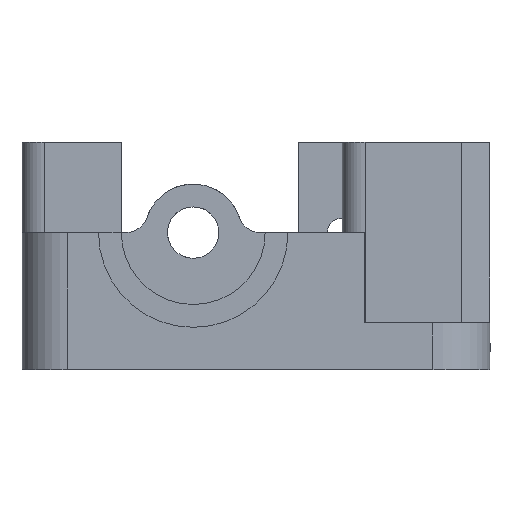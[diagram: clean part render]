
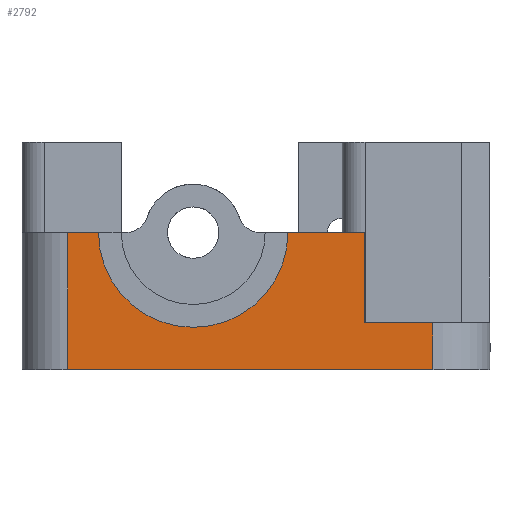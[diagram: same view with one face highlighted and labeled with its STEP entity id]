
A CAD part, left-side view. The second image highlights one B-rep face of the part: STEP entity #2792.
In plain terms, the highlighted planar face has unit normal (-1, 0, 0).
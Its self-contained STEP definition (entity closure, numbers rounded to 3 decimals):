
#39 = DIRECTION ( 'NONE',  ( 0., -1., 0. ) ) ;
#176 = VERTEX_POINT ( 'NONE', #2600 ) ;
#198 = VERTEX_POINT ( 'NONE', #418 ) ;
#214 = VECTOR ( 'NONE', #2631, 1000. ) ;
#223 = AXIS2_PLACEMENT_3D ( 'NONE', #1639, #3169, #1906 ) ;
#225 = CARTESIAN_POINT ( 'NONE',  ( -79.69, -42., 24. ) ) ;
#244 = VERTEX_POINT ( 'NONE', #2121 ) ;
#287 = CARTESIAN_POINT ( 'NONE',  ( -79.69, -42., 4.1 ) ) ;
#418 = CARTESIAN_POINT ( 'NONE',  ( -79.69, -12.7, 12. ) ) ;
#476 = VERTEX_POINT ( 'NONE', #2710 ) ;
#661 = PLANE ( 'NONE',  #223 ) ;
#726 = CARTESIAN_POINT ( 'NONE',  ( -79.69, -42., 0. ) ) ;
#865 = DIRECTION ( 'NONE',  ( 0., 0., -1. ) ) ;
#886 = VECTOR ( 'NONE', #2548, 1000. ) ;
#915 = CARTESIAN_POINT ( 'NONE',  ( -79.69, -36., 12. ) ) ;
#1156 = EDGE_CURVE ( 'NONE', #198, #176, #2694, .T. ) ;
#1163 = EDGE_CURVE ( 'NONE', #1997, #198, #2086, .T. ) ;
#1185 = AXIS2_PLACEMENT_3D ( 'NONE', #2078, #2783, #2770 ) ;
#1205 = CARTESIAN_POINT ( 'NONE',  ( -79.69, -42., 4.1 ) ) ;
#1242 = CARTESIAN_POINT ( 'NONE',  ( -79.69, -42., 0. ) ) ;
#1308 = LINE ( 'NONE', #3004, #2463 ) ;
#1373 = VECTOR ( 'NONE', #2926, 1000. ) ;
#1417 = LINE ( 'NONE', #1205, #1681 ) ;
#1447 = LINE ( 'NONE', #2579, #1951 ) ;
#1477 = DIRECTION ( 'NONE',  ( 0., -1., 0. ) ) ;
#1639 = CARTESIAN_POINT ( 'NONE',  ( -79.69, -42., 24. ) ) ;
#1681 = VECTOR ( 'NONE', #2425, 1000. ) ;
#1770 = CARTESIAN_POINT ( 'NONE',  ( -79.69, -36., 12. ) ) ;
#1798 = ORIENTED_EDGE ( 'NONE', *, *, #1163, .F. ) ;
#1834 = VECTOR ( 'NONE', #1477, 1000. ) ;
#1906 = DIRECTION ( 'NONE',  ( 0., 1., 0. ) ) ;
#1948 = ORIENTED_EDGE ( 'NONE', *, *, #2021, .F. ) ;
#1951 = VECTOR ( 'NONE', #865, 1000. ) ;
#1997 = VERTEX_POINT ( 'NONE', #2422 ) ;
#2021 = EDGE_CURVE ( 'NONE', #2162, #244, #2267, .T. ) ;
#2044 = ORIENTED_EDGE ( 'NONE', *, *, #2431, .F. ) ;
#2057 = CARTESIAN_POINT ( 'NONE',  ( -79.69, -6., 12. ) ) ;
#2078 = CARTESIAN_POINT ( 'NONE',  ( -79.69, -21., 12. ) ) ;
#2086 = LINE ( 'NONE', #2057, #886 ) ;
#2108 = LINE ( 'NONE', #1242, #1834 ) ;
#2121 = CARTESIAN_POINT ( 'NONE',  ( -79.69, -36., 4.1 ) ) ;
#2162 = VERTEX_POINT ( 'NONE', #1770 ) ;
#2267 = LINE ( 'NONE', #915, #214 ) ;
#2302 = EDGE_CURVE ( 'NONE', #244, #3037, #1417, .T. ) ;
#2327 = ORIENTED_EDGE ( 'NONE', *, *, #3156, .T. ) ;
#2422 = CARTESIAN_POINT ( 'NONE',  ( -79.69, -10., 12. ) ) ;
#2425 = DIRECTION ( 'NONE',  ( 0., -1., 0. ) ) ;
#2431 = EDGE_CURVE ( 'NONE', #176, #2162, #1308, .T. ) ;
#2463 = VECTOR ( 'NONE', #39, 1000. ) ;
#2548 = DIRECTION ( 'NONE',  ( 0., -1., 0. ) ) ;
#2579 = CARTESIAN_POINT ( 'NONE',  ( -79.69, -10., 24. ) ) ;
#2600 = CARTESIAN_POINT ( 'NONE',  ( -79.69, -29.3, 12. ) ) ;
#2605 = LINE ( 'NONE', #225, #1373 ) ;
#2631 = DIRECTION ( 'NONE',  ( 0., 0., -1. ) ) ;
#2694 = CIRCLE ( 'NONE', #1185, 8.3 ) ;
#2701 = EDGE_LOOP ( 'NONE', ( #3015, #1798, #2327, #2833, #2846, #3097, #1948, #2044 ) ) ;
#2710 = CARTESIAN_POINT ( 'NONE',  ( -79.69, -10., 0. ) ) ;
#2759 = FACE_OUTER_BOUND ( 'NONE', #2701, .T. ) ;
#2770 = DIRECTION ( 'NONE',  ( 0., -1., 0. ) ) ;
#2783 = DIRECTION ( 'NONE',  ( -1., 0., 0. ) ) ;
#2792 = ADVANCED_FACE ( 'NONE', ( #2759 ), #661, .F. ) ;
#2833 = ORIENTED_EDGE ( 'NONE', *, *, #2861, .T. ) ;
#2846 = ORIENTED_EDGE ( 'NONE', *, *, #2879, .T. ) ;
#2861 = EDGE_CURVE ( 'NONE', #476, #2866, #2108, .T. ) ;
#2866 = VERTEX_POINT ( 'NONE', #726 ) ;
#2879 = EDGE_CURVE ( 'NONE', #2866, #3037, #2605, .T. ) ;
#2926 = DIRECTION ( 'NONE',  ( 0., 0., 1. ) ) ;
#3004 = CARTESIAN_POINT ( 'NONE',  ( -79.69, -6., 12. ) ) ;
#3015 = ORIENTED_EDGE ( 'NONE', *, *, #1156, .F. ) ;
#3037 = VERTEX_POINT ( 'NONE', #287 ) ;
#3097 = ORIENTED_EDGE ( 'NONE', *, *, #2302, .F. ) ;
#3156 = EDGE_CURVE ( 'NONE', #1997, #476, #1447, .T. ) ;
#3169 = DIRECTION ( 'NONE',  ( 1., 0., 0. ) ) ;
